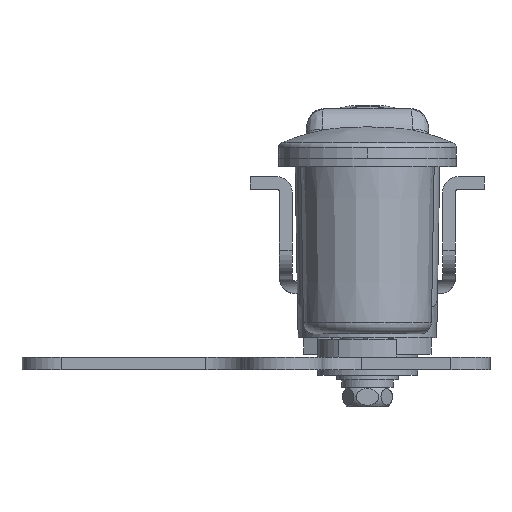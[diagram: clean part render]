
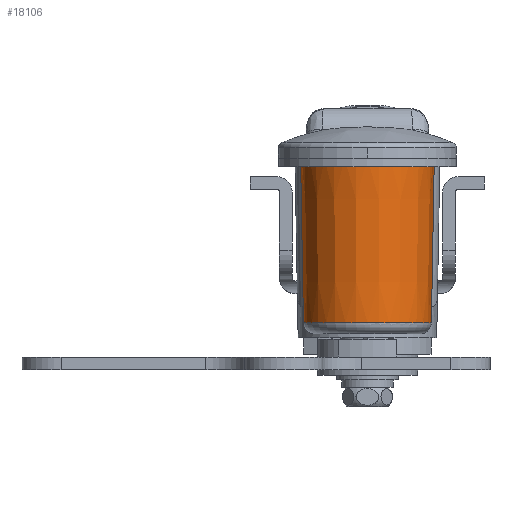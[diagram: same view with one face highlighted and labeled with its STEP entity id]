
A CAD part, front view. The second image highlights one B-rep face of the part: STEP entity #18106.
In plain terms, the highlighted conical face has half-angle 1 degrees and reference radius 12 mm.
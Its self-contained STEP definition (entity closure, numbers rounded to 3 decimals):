
#5610 = CARTESIAN_POINT ( 'NONE',  ( 12., 0., -39. ) ) ;
#5611 = CARTESIAN_POINT ( 'NONE',  ( -12., 0., -39. ) ) ;
#5618 = CARTESIAN_POINT ( 'NONE',  ( -11.484, -29.535, -39. ) ) ;
#5622 = CARTESIAN_POINT ( 'NONE',  ( 11.484, -29.535, -39. ) ) ;
#6867 = CONICAL_SURFACE ( 'NONE', #7240, 12., 0.017 ) ;
#6889 = CIRCLE ( 'NONE', #7354, 12. ) ;
#6899 = CIRCLE ( 'NONE', #7391, 11.484 ) ;
#7238 = FACE_OUTER_BOUND ( 'NONE', #14622, .T. ) ;
#7240 = AXIS2_PLACEMENT_3D ( 'NONE', #7411, #7412, #7413 ) ;
#7354 = AXIS2_PLACEMENT_3D ( 'NONE', #7786, #7793, #7794 ) ;
#7366 = VECTOR ( 'NONE', #7829, 1000. ) ;
#7371 = VECTOR ( 'NONE', #7844, 1000. ) ;
#7391 = AXIS2_PLACEMENT_3D ( 'NONE', #7910, #7911, #7912 ) ;
#7411 = CARTESIAN_POINT ( 'NONE',  ( 0., 0., -39. ) ) ;
#7412 = DIRECTION ( 'NONE',  ( 0., 1., 0. ) ) ;
#7413 = DIRECTION ( 'NONE',  ( 1., 0., 0. ) ) ;
#7786 = CARTESIAN_POINT ( 'NONE',  ( 0., 0., -39. ) ) ;
#7793 = DIRECTION ( 'NONE',  ( 0., -1., 0. ) ) ;
#7794 = DIRECTION ( 'NONE',  ( 1., 0., 0. ) ) ;
#7827 = LINE ( 'NONE', #7828, #7366 ) ;
#7828 = CARTESIAN_POINT ( 'NONE',  ( -12., 0., -39. ) ) ;
#7829 = DIRECTION ( 'NONE',  ( -0.017, 1., 0. ) ) ;
#7842 = LINE ( 'NONE', #7843, #7371 ) ;
#7843 = CARTESIAN_POINT ( 'NONE',  ( 12., 0., -39. ) ) ;
#7844 = DIRECTION ( 'NONE',  ( 0.017, 1., 0. ) ) ;
#7910 = CARTESIAN_POINT ( 'NONE',  ( 0., -29.535, -39. ) ) ;
#7911 = DIRECTION ( 'NONE',  ( 0., 1., 0. ) ) ;
#7912 = DIRECTION ( 'NONE',  ( -1., 0., 0. ) ) ;
#14622 = EDGE_LOOP ( 'NONE', ( #17581, #17582, #17579, #17583 ) ) ;
#17376 = VERTEX_POINT ( 'NONE', #5610 ) ;
#17377 = VERTEX_POINT ( 'NONE', #5611 ) ;
#17384 = VERTEX_POINT ( 'NONE', #5618 ) ;
#17388 = VERTEX_POINT ( 'NONE', #5622 ) ;
#17579 = ORIENTED_EDGE ( 'NONE', *, *, #18207, .T. ) ;
#17581 = ORIENTED_EDGE ( 'NONE', *, *, #18212, .F. ) ;
#17582 = ORIENTED_EDGE ( 'NONE', *, *, #18235, .T. ) ;
#17583 = ORIENTED_EDGE ( 'NONE', *, *, #18196, .T. ) ;
#18106 = ADVANCED_FACE ( 'NONE', ( #7238 ), #6867, .T. ) ;
#18196 = EDGE_CURVE ( 'NONE', #17377, #17376, #6889, .T. ) ;
#18207 = EDGE_CURVE ( 'NONE', #17384, #17377, #7827, .T. ) ;
#18212 = EDGE_CURVE ( 'NONE', #17388, #17376, #7842, .T. ) ;
#18235 = EDGE_CURVE ( 'NONE', #17388, #17384, #6899, .T. ) ;
